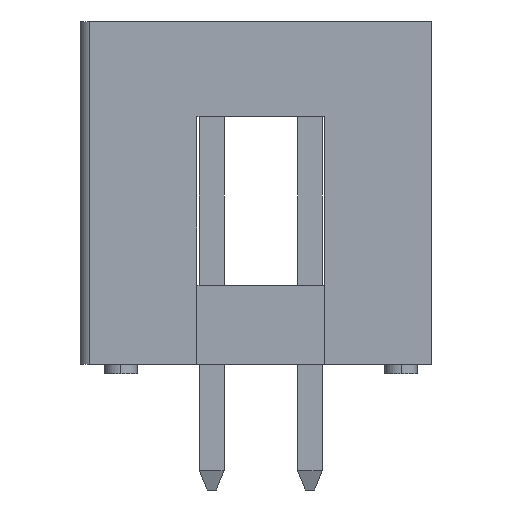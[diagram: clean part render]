
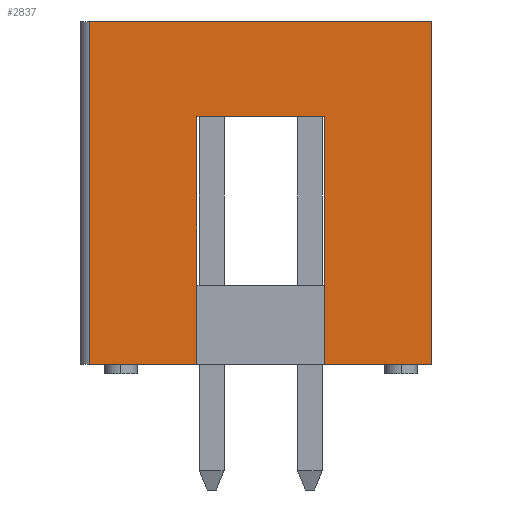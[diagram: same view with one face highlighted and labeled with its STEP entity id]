
A CAD part, left-side view. The second image highlights one B-rep face of the part: STEP entity #2837.
In plain terms, the highlighted planar face has unit normal (-1, 0, 0).
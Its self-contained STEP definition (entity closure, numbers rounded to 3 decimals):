
#2837=ADVANCED_FACE('',(#5674),#5675,.T.);
#5674=FACE_OUTER_BOUND('',#8794,.T.);
#5675=PLANE('',#8795);
#8794=EDGE_LOOP('',(#15626,#15627,#15628,#15629,#15630,#15631,#15632,#15633));
#8795=AXIS2_PLACEMENT_3D('',#15634,#15635,#15636);
#15626=ORIENTED_EDGE('',*,*,#19805,.T.);
#15627=ORIENTED_EDGE('',*,*,#19868,.T.);
#15628=ORIENTED_EDGE('',*,*,#19869,.F.);
#15629=ORIENTED_EDGE('',*,*,#19870,.T.);
#15630=ORIENTED_EDGE('',*,*,#19456,.T.);
#15631=ORIENTED_EDGE('',*,*,#19775,.F.);
#15632=ORIENTED_EDGE('',*,*,#19871,.F.);
#15633=ORIENTED_EDGE('',*,*,#19822,.F.);
#15634=CARTESIAN_POINT('',(-29.23,-4.425,-4.425));
#15635=DIRECTION('',(-1.0,0.0,0.0));
#15636=DIRECTION('',(0.0,0.0,1.0));
#19456=EDGE_CURVE('',#23571,#23569,#23572,.T.);
#19775=EDGE_CURVE('',#23931,#23569,#23933,.T.);
#19805=EDGE_CURVE('',#23968,#23969,#23970,.T.);
#19822=EDGE_CURVE('',#23968,#23988,#23990,.T.);
#19868=EDGE_CURVE('',#23969,#24036,#24037,.T.);
#19869=EDGE_CURVE('',#24038,#24036,#24039,.T.);
#19870=EDGE_CURVE('',#24038,#23571,#24040,.T.);
#19871=EDGE_CURVE('',#23988,#23931,#24041,.T.);
#23569=VERTEX_POINT('',#29445);
#23571=VERTEX_POINT('',#29448);
#23572=LINE('',#29449,#29450);
#23931=VERTEX_POINT('',#29991);
#23933=LINE('',#29994,#29995);
#23968=VERTEX_POINT('',#30043);
#23969=VERTEX_POINT('',#30044);
#23970=LINE('',#30045,#30046);
#23988=VERTEX_POINT('',#30073);
#23990=LINE('',#30076,#30077);
#24036=VERTEX_POINT('',#30141);
#24037=LINE('',#30142,#30143);
#24038=VERTEX_POINT('',#30144);
#24039=LINE('',#30145,#30146);
#24040=LINE('',#30147,#30148);
#24041=LINE('',#30149,#30150);
#29445=CARTESIAN_POINT('',(-29.23,4.425,4.425));
#29448=CARTESIAN_POINT('',(-29.23,-4.425,4.425));
#29449=CARTESIAN_POINT('',(-29.23,-4.425,4.425));
#29450=VECTOR('',#32276,1000.0);
#29991=CARTESIAN_POINT('',(-29.23,4.425,-4.425));
#29994=CARTESIAN_POINT('',(-29.23,4.425,-4.425));
#29995=VECTOR('',#32466,1000.0);
#30043=CARTESIAN_POINT('',(-29.23,1.65,1.975));
#30044=CARTESIAN_POINT('',(-29.23,-1.65,1.975));
#30045=CARTESIAN_POINT('',(-29.23,1.65,1.975));
#30046=VECTOR('',#32480,1000.0);
#30073=CARTESIAN_POINT('',(-29.23,1.65,-4.425));
#30076=CARTESIAN_POINT('',(-29.23,1.65,1.975));
#30077=VECTOR('',#32491,1000.0);
#30141=CARTESIAN_POINT('',(-29.23,-1.65,-4.425));
#30142=CARTESIAN_POINT('',(-29.23,-1.65,1.975));
#30143=VECTOR('',#32510,1000.0);
#30144=CARTESIAN_POINT('',(-29.23,-4.425,-4.425));
#30145=CARTESIAN_POINT('',(-29.23,-4.425,-4.425));
#30146=VECTOR('',#32511,1000.0);
#30147=CARTESIAN_POINT('',(-29.23,-4.425,-4.425));
#30148=VECTOR('',#32512,1000.0);
#30149=CARTESIAN_POINT('',(-29.23,-4.425,-4.425));
#30150=VECTOR('',#32513,1000.0);
#32276=DIRECTION('',(0.0,1.0,0.0));
#32466=DIRECTION('',(0.0,0.0,1.0));
#32480=DIRECTION('',(0.0,-1.0,0.0));
#32491=DIRECTION('',(0.0,0.0,-1.0));
#32510=DIRECTION('',(0.0,0.0,-1.0));
#32511=DIRECTION('',(0.0,1.0,0.0));
#32512=DIRECTION('',(0.0,0.0,1.0));
#32513=DIRECTION('',(0.0,1.0,0.0));
